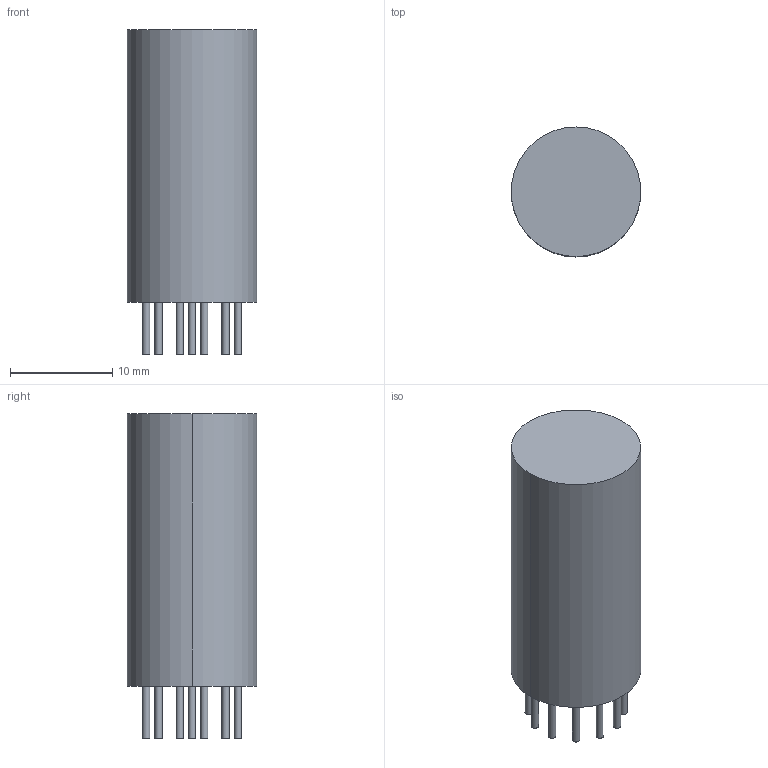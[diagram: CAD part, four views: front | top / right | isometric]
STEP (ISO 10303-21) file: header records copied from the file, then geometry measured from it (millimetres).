
FILE_DESCRIPTION(('FreeCAD Model'),'2;1');
FILE_NAME('382108.2.3.stp','2020-10-05T16:46:23',( 'Author'),(''),'Open CASCADE STEP processor 6.9','FreeCAD','Unknown' );
FILE_SCHEMA(('AUTOMOTIVE_DESIGN { 1 0 10303 214 1 1 1 1 }'));
Length unit declared in the file: millimetre
Products named in the file (3): ASSEMBLY; Body; Leads
Assembly tree (14 placements, depth 2):
  ASSEMBLY
    Body
    Leads  x13
Bounding box: 12.7 x 12.7 x 31.83 mm (x, y, z)
Volume: 3725.9 mm3; surface area: 3371.4 mm2
Topology: 170 solids, 172 shells, 513 faces, 513 edges, 342 vertices
Faces by surface type: plane 342, cylinder 171
Full cylindrical faces by diameter (mm): 0.69 x13, 0.71 x156
Entity records: 1740 total; most frequent: DIRECTION 297, CARTESIAN_POINT 237, ORIENTED_EDGE 102, PCURVE 98, DEFINITIONAL_REPRESENTATION 98, AXIS2_PLACEMENT_3D 90, LINE 87, VECTOR 87
